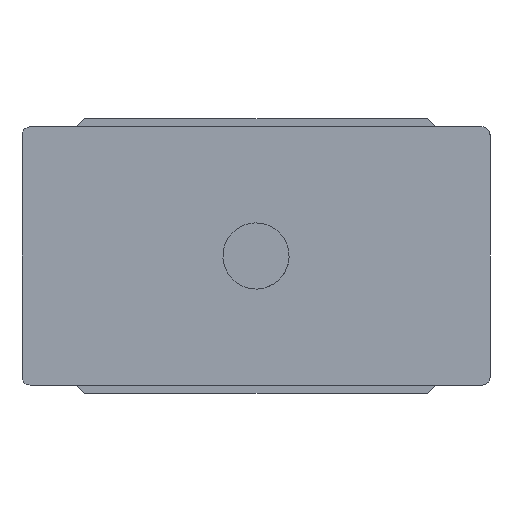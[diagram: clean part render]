
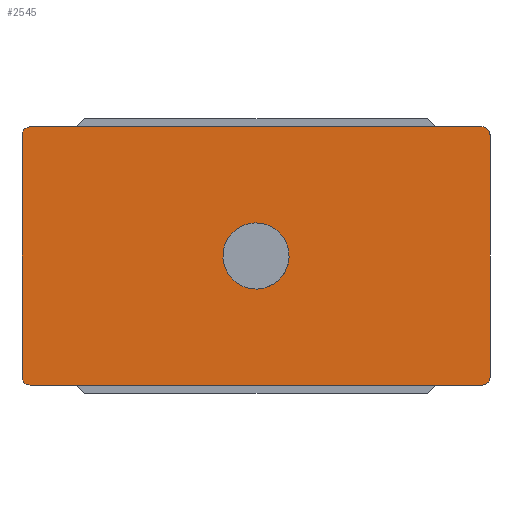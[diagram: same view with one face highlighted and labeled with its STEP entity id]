
A CAD part, front view. The second image highlights one B-rep face of the part: STEP entity #2545.
In plain terms, the highlighted free-form (B-spline) face has degree [1, 1] with [2, 2] control points.
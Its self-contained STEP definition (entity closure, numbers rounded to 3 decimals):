
#2068=CARTESIAN_POINT('',(-2.046,-37.901,0.125));
#2069=VERTEX_POINT('',#2068);
#2075=CARTESIAN_POINT('',(0.0,-37.901,2.05));
#2076=VERTEX_POINT('',#2075);
#2077=CARTESIAN_POINT('',(0.0,-37.901,2.05));
#2078=CARTESIAN_POINT('',(-1.928,-37.901,2.05));
#2079=CARTESIAN_POINT('',(-2.046,-37.901,0.125));
#2087=(BOUNDED_CURVE()B_SPLINE_CURVE(2,(#2077,#2078,#2079),.UNSPECIFIED.,.F.,.U.)B_SPLINE_CURVE_WITH_KNOTS((3,3),(0.5,0.739),.UNSPECIFIED.)CURVE()GEOMETRIC_REPRESENTATION_ITEM()RATIONAL_B_SPLINE_CURVE((1.0,0.72,0.976))REPRESENTATION_ITEM(''));
#2088=EDGE_CURVE('',#2076,#2069,#2087,.T.);
#2090=CARTESIAN_POINT('',(2.036,-37.901,-0.242));
#2091=VERTEX_POINT('',#2090);
#2092=CARTESIAN_POINT('',(2.036,-37.901,-0.242));
#2093=CARTESIAN_POINT('',(2.05,-37.901,-0.121));
#2094=CARTESIAN_POINT('',(2.05,-37.901,0.0));
#2095=CARTESIAN_POINT('',(2.05,-37.901,2.05));
#2096=CARTESIAN_POINT('',(0.0,-37.901,2.05));
#2104=(BOUNDED_CURVE()B_SPLINE_CURVE(2,(#2092,#2093,#2094,#2095,#2096),.UNSPECIFIED.,.F.,.U.)B_SPLINE_CURVE_WITH_KNOTS((3,2,3),(0.23,0.25,0.5),.UNSPECIFIED.)CURVE()GEOMETRIC_REPRESENTATION_ITEM()RATIONAL_B_SPLINE_CURVE((0.956,0.976,1.0,0.707,1.0))REPRESENTATION_ITEM(''));
#2105=EDGE_CURVE('',#2091,#2076,#2104,.T.);
#2135=CARTESIAN_POINT('',(0.0,-37.901,-2.05));
#2136=VERTEX_POINT('',#2135);
#2137=CARTESIAN_POINT('',(0.0,-37.901,-2.05));
#2138=CARTESIAN_POINT('',(1.821,-37.901,-2.05));
#2139=CARTESIAN_POINT('',(2.036,-37.901,-0.242));
#2147=(BOUNDED_CURVE()B_SPLINE_CURVE(2,(#2137,#2138,#2139),.UNSPECIFIED.,.F.,.U.)B_SPLINE_CURVE_WITH_KNOTS((3,3),(0.0,0.23),.UNSPECIFIED.)CURVE()GEOMETRIC_REPRESENTATION_ITEM()RATIONAL_B_SPLINE_CURVE((1.0,0.731,0.956))REPRESENTATION_ITEM(''));
#2148=EDGE_CURVE('',#2136,#2091,#2147,.T.);
#2150=CARTESIAN_POINT('',(-2.046,-37.901,0.125));
#2151=CARTESIAN_POINT('',(-2.05,-37.901,0.063));
#2152=CARTESIAN_POINT('',(-2.05,-37.901,0.0));
#2153=CARTESIAN_POINT('',(-2.05,-37.901,-2.05));
#2154=CARTESIAN_POINT('',(0.0,-37.901,-2.05));
#2162=(BOUNDED_CURVE()B_SPLINE_CURVE(2,(#2150,#2151,#2152,#2153,#2154),.UNSPECIFIED.,.F.,.U.)B_SPLINE_CURVE_WITH_KNOTS((3,2,3),(0.739,0.75,1.0),.UNSPECIFIED.)CURVE()GEOMETRIC_REPRESENTATION_ITEM()RATIONAL_B_SPLINE_CURVE((0.976,0.988,1.0,0.707,1.0))REPRESENTATION_ITEM(''));
#2163=EDGE_CURVE('',#2069,#2136,#2162,.T.);
#2184=CARTESIAN_POINT('',(14.5,-37.901,-7.5));
#2185=VERTEX_POINT('',#2184);
#2191=CARTESIAN_POINT('',(14.5,-37.901,7.5));
#2192=VERTEX_POINT('',#2191);
#2193=CARTESIAN_POINT('',(14.5,-37.901,-7.5));
#2194=CARTESIAN_POINT('',(14.5,-37.901,7.5));
#2195=QUASI_UNIFORM_CURVE('',1,(#2193,#2194),.UNSPECIFIED.,.F.,.U.);
#2196=EDGE_CURVE('',#2185,#2192,#2195,.T.);
#2235=CARTESIAN_POINT('',(14.0,-37.901,-8.));
#2236=VERTEX_POINT('',#2235);
#2242=CARTESIAN_POINT('',(14.0,-37.901,-8.));
#2243=CARTESIAN_POINT('',(14.5,-37.901,-8.));
#2244=CARTESIAN_POINT('',(14.5,-37.901,-7.5));
#2252=(BOUNDED_CURVE()B_SPLINE_CURVE(2,(#2242,#2243,#2244),.UNSPECIFIED.,.F.,.U.)CURVE()GEOMETRIC_REPRESENTATION_ITEM()QUASI_UNIFORM_CURVE()RATIONAL_B_SPLINE_CURVE((1.0,0.707,1.0))REPRESENTATION_ITEM(''));
#2253=EDGE_CURVE('',#2236,#2185,#2252,.T.);
#2271=CARTESIAN_POINT('',(-14.,-37.901,-8.));
#2272=VERTEX_POINT('',#2271);
#2278=CARTESIAN_POINT('',(-14.,-37.901,-8.));
#2279=CARTESIAN_POINT('',(14.0,-37.901,-8.));
#2280=QUASI_UNIFORM_CURVE('',1,(#2278,#2279),.UNSPECIFIED.,.F.,.U.);
#2281=EDGE_CURVE('',#2272,#2236,#2280,.T.);
#2318=CARTESIAN_POINT('',(-14.5,-37.901,-7.5));
#2319=VERTEX_POINT('',#2318);
#2325=CARTESIAN_POINT('',(-14.5,-37.901,-7.5));
#2326=CARTESIAN_POINT('',(-14.5,-37.901,-7.707));
#2327=CARTESIAN_POINT('',(-14.354,-37.901,-7.854));
#2328=CARTESIAN_POINT('',(-14.207,-37.901,-8.));
#2329=CARTESIAN_POINT('',(-14.,-37.901,-8.));
#2337=(BOUNDED_CURVE()B_SPLINE_CURVE(2,(#2325,#2326,#2327,#2328,#2329),.UNSPECIFIED.,.F.,.U.)B_SPLINE_CURVE_WITH_KNOTS((3,2,3),(0.0,0.5,1.0),.UNSPECIFIED.)CURVE()GEOMETRIC_REPRESENTATION_ITEM()RATIONAL_B_SPLINE_CURVE((1.0,0.924,1.0,0.924,1.0))REPRESENTATION_ITEM(''));
#2338=EDGE_CURVE('',#2319,#2272,#2337,.T.);
#2356=CARTESIAN_POINT('',(-14.5,-37.901,7.5));
#2357=VERTEX_POINT('',#2356);
#2363=CARTESIAN_POINT('',(-14.5,-37.901,7.5));
#2364=CARTESIAN_POINT('',(-14.5,-37.901,-7.5));
#2365=QUASI_UNIFORM_CURVE('',1,(#2363,#2364),.UNSPECIFIED.,.F.,.U.);
#2366=EDGE_CURVE('',#2357,#2319,#2365,.T.);
#2403=CARTESIAN_POINT('',(-14.0,-37.901,8.0));
#2404=VERTEX_POINT('',#2403);
#2410=CARTESIAN_POINT('',(-14.0,-37.901,8.0));
#2411=CARTESIAN_POINT('',(-14.207,-37.901,8.0));
#2412=CARTESIAN_POINT('',(-14.354,-37.901,7.854));
#2413=CARTESIAN_POINT('',(-14.5,-37.901,7.707));
#2414=CARTESIAN_POINT('',(-14.5,-37.901,7.5));
#2422=(BOUNDED_CURVE()B_SPLINE_CURVE(2,(#2410,#2411,#2412,#2413,#2414),.UNSPECIFIED.,.F.,.U.)B_SPLINE_CURVE_WITH_KNOTS((3,2,3),(0.0,0.5,1.0),.UNSPECIFIED.)CURVE()GEOMETRIC_REPRESENTATION_ITEM()RATIONAL_B_SPLINE_CURVE((1.0,0.924,1.0,0.924,1.0))REPRESENTATION_ITEM(''));
#2423=EDGE_CURVE('',#2404,#2357,#2422,.T.);
#2441=CARTESIAN_POINT('',(14.0,-37.901,8.0));
#2442=VERTEX_POINT('',#2441);
#2448=CARTESIAN_POINT('',(14.0,-37.901,8.0));
#2449=CARTESIAN_POINT('',(-14.0,-37.901,8.0));
#2450=QUASI_UNIFORM_CURVE('',1,(#2448,#2449),.UNSPECIFIED.,.F.,.U.);
#2451=EDGE_CURVE('',#2442,#2404,#2450,.T.);
#2485=CARTESIAN_POINT('',(14.5,-37.901,7.5));
#2486=CARTESIAN_POINT('',(14.5,-37.901,8.0));
#2487=CARTESIAN_POINT('',(14.0,-37.901,8.0));
#2495=(BOUNDED_CURVE()B_SPLINE_CURVE(2,(#2485,#2486,#2487),.UNSPECIFIED.,.F.,.U.)CURVE()GEOMETRIC_REPRESENTATION_ITEM()QUASI_UNIFORM_CURVE()RATIONAL_B_SPLINE_CURVE((1.0,0.707,1.0))REPRESENTATION_ITEM(''));
#2496=EDGE_CURVE('',#2192,#2442,#2495,.T.);
#2524=CARTESIAN_POINT('',(-15.949,-37.901,8.799));
#2525=CARTESIAN_POINT('',(15.949,-37.901,8.799));
#2526=CARTESIAN_POINT('',(-15.949,-37.901,-8.799));
#2527=CARTESIAN_POINT('',(15.949,-37.901,-8.799));
#2528=B_SPLINE_SURFACE_WITH_KNOTS('',1,1,((#2524,#2526),(#2525,#2527)),.UNSPECIFIED.,.F.,.F.,.U.,(2,2),(2,2),(0.0,31.897),(0.0,17.598),.UNSPECIFIED.);
#2529=ORIENTED_EDGE('',*,*,#2496,.F.);
#2530=ORIENTED_EDGE('',*,*,#2196,.F.);
#2531=ORIENTED_EDGE('',*,*,#2253,.F.);
#2532=ORIENTED_EDGE('',*,*,#2281,.F.);
#2533=ORIENTED_EDGE('',*,*,#2338,.F.);
#2534=ORIENTED_EDGE('',*,*,#2366,.F.);
#2535=ORIENTED_EDGE('',*,*,#2423,.F.);
#2536=ORIENTED_EDGE('',*,*,#2451,.F.);
#2537=EDGE_LOOP('',(#2529,#2530,#2531,#2532,#2533,#2534,#2535,#2536));
#2538=FACE_OUTER_BOUND('',#2537,.T.);
#2539=ORIENTED_EDGE('',*,*,#2088,.T.);
#2540=ORIENTED_EDGE('',*,*,#2163,.T.);
#2541=ORIENTED_EDGE('',*,*,#2148,.T.);
#2542=ORIENTED_EDGE('',*,*,#2105,.T.);
#2543=EDGE_LOOP('',(#2539,#2540,#2541,#2542));
#2544=FACE_BOUND('',#2543,.T.);
#2545=ADVANCED_FACE('',(#2538,#2544),#2528,.T.);
